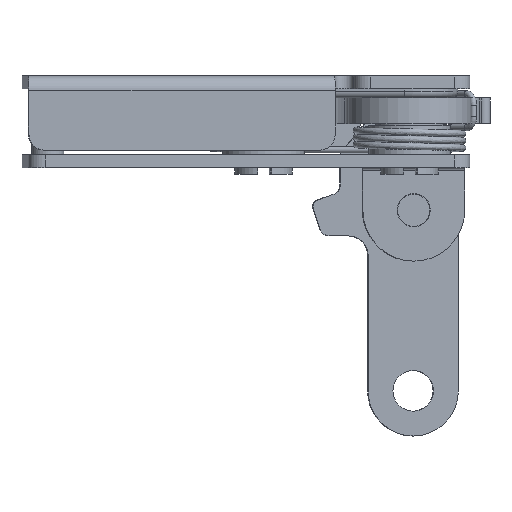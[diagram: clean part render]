
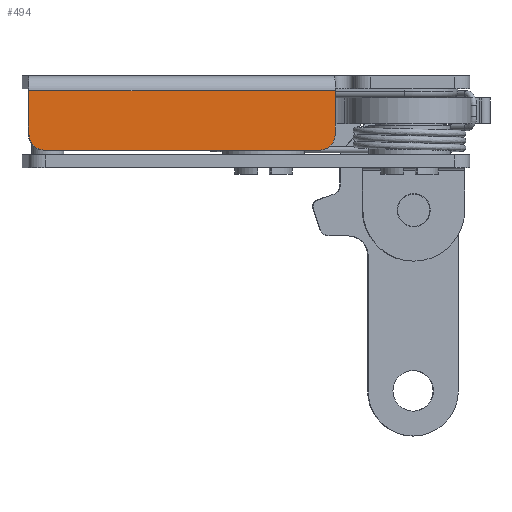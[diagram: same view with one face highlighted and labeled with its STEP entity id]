
A CAD part, front view. The second image highlights one B-rep face of the part: STEP entity #494.
In plain terms, the highlighted planar face has unit normal (0.042, -0.999, 0).
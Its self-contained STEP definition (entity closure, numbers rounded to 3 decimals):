
#494=ADVANCED_FACE('',(#1146),#1147,.F.);
#1146=FACE_OUTER_BOUND('',#2081,.T.);
#1147=PLANE('',#2082);
#2081=EDGE_LOOP('',(#4393,#4394,#4395,#4396,#4397,#4398));
#2082=AXIS2_PLACEMENT_3D('',#4399,#4400,#4401);
#4393=ORIENTED_EDGE('',*,*,#6322,.T.);
#4394=ORIENTED_EDGE('',*,*,#6360,.F.);
#4395=ORIENTED_EDGE('',*,*,#6335,.T.);
#4396=ORIENTED_EDGE('',*,*,#6292,.F.);
#4397=ORIENTED_EDGE('',*,*,#6228,.T.);
#4398=ORIENTED_EDGE('',*,*,#6233,.F.);
#4399=CARTESIAN_POINT('',(11.676,-69.985,-2.064));
#4400=DIRECTION('',(-0.042,0.999,0.));
#4401=DIRECTION('',(0.,0.,-1.0));
#6228=EDGE_CURVE('',#7161,#7162,#7163,.T.);
#6233=EDGE_CURVE('',#7170,#7162,#7171,.T.);
#6292=EDGE_CURVE('',#7161,#7258,#7259,.T.);
#6322=EDGE_CURVE('',#7170,#7300,#7302,.T.);
#6335=EDGE_CURVE('',#7319,#7258,#7320,.T.);
#6360=EDGE_CURVE('',#7319,#7300,#7350,.T.);
#7161=VERTEX_POINT('',#8555);
#7162=VERTEX_POINT('',#8556);
#7163=LINE('',#8557,#8558);
#7170=VERTEX_POINT('',#8568);
#7171=CIRCLE('',#8569,2.5);
#7258=VERTEX_POINT('',#8681);
#7259=CIRCLE('',#8682,2.5);
#7300=VERTEX_POINT('',#8735);
#7302=LINE('',#8737,#8738);
#7319=VERTEX_POINT('',#8760);
#7320=LINE('',#8761,#8762);
#7350=LINE('',#8803,#8804);
#8555=CARTESIAN_POINT('',(-33.298,-71.87,-11.5));
#8556=CARTESIAN_POINT('',(9.178,-70.09,-11.5));
#8557=CARTESIAN_POINT('',(-35.796,-71.975,-11.5));
#8558=VECTOR('',#10344,1.0);
#8568=CARTESIAN_POINT('',(11.676,-69.985,-9.0));
#8569=AXIS2_PLACEMENT_3D('',#10348,#10349,#10350);
#8681=CARTESIAN_POINT('',(-35.796,-71.975,-9.0));
#8682=AXIS2_PLACEMENT_3D('',#10430,#10431,#10432);
#8735=CARTESIAN_POINT('',(11.676,-69.985,-2.3));
#8737=CARTESIAN_POINT('',(11.676,-69.985,-11.5));
#8738=VECTOR('',#10475,1.0);
#8760=CARTESIAN_POINT('',(-35.796,-71.975,-2.3));
#8761=CARTESIAN_POINT('',(-35.796,-71.975,-2.064));
#8762=VECTOR('',#10490,1.0);
#8803=CARTESIAN_POINT('',(-35.796,-71.975,-2.3));
#8804=VECTOR('',#10520,1.0);
#10344=DIRECTION('',(0.999,0.042,0.));
#10348=CARTESIAN_POINT('',(9.178,-70.09,-9.0));
#10349=DIRECTION('',(-0.042,0.999,0.));
#10350=DIRECTION('',(-0.999,-0.042,0.));
#10430=CARTESIAN_POINT('',(-33.298,-71.87,-9.0));
#10431=DIRECTION('',(-0.042,0.999,0.));
#10432=DIRECTION('',(-0.999,-0.042,0.));
#10475=DIRECTION('',(0.,0.,1.0));
#10490=DIRECTION('',(0.,0.,-1.0));
#10520=DIRECTION('',(0.999,0.042,0.));
